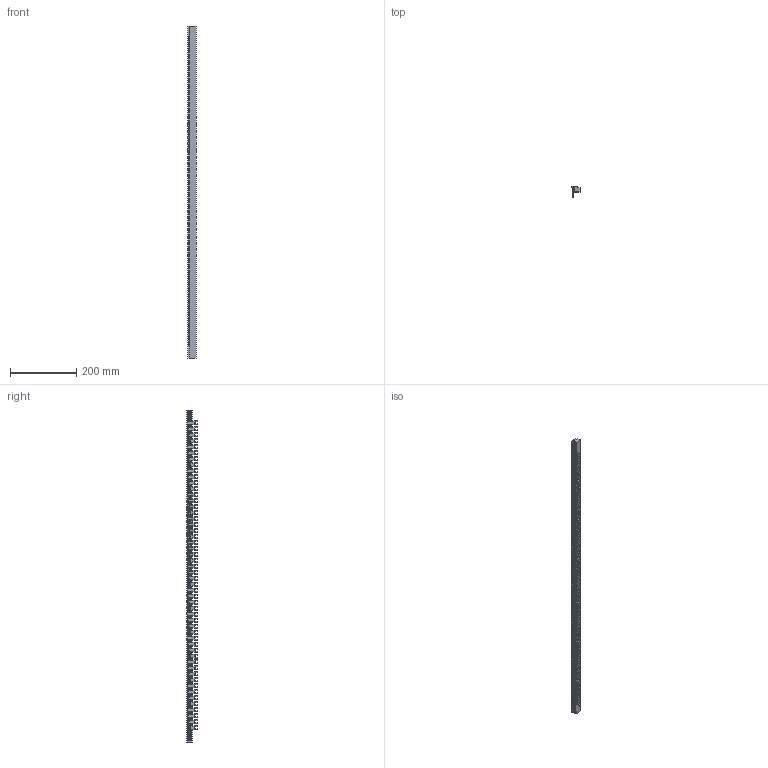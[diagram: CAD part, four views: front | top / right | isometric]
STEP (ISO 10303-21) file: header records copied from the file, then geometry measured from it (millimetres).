
FILE_DESCRIPTION (( 'STEP AP203' ), '1' );
FILE_NAME ('YNS11-4-063 Øèíà ñîåäèíèòåëüíàÿ òèïà FORK (âèëêà) 4Ð 63À (äë.1 ì) ÈÝÊ.STEP', '2016-09-06T11:19:26', ( '' ), ( '' ), 'SwSTEP 2.0', 'SolidWorks 2014', '' );
FILE_SCHEMA (( 'CONFIG_CONTROL_DESIGN' ));
Length unit declared in the file: millimetre
Products named in the file (1): YNS11-4-063 Øèíà ñîåäèíèòåëüíàÿ òèïà FORK (âèëêà) 4Ð 63À (äë.1 ì) ÈÝÊ
Bounding box: 24.5 x 32.3 x 1000 mm (x, y, z)
Volume: 317292.9 mm3; surface area: 131078.6 mm2
Topology: 1 solids, 1 shells, 934 faces, 2614 edges, 1682 vertices
Faces by surface type: plane 882, cylinder 52
Entity records: 29323 total; most frequent: CARTESIAN_POINT 5231, ORIENTED_EDGE 5228, DIRECTION 4588, EDGE_CURVE 2614, VECTOR 2510, LINE 2510, VERTEX_POINT 1682, AXIS2_PLACEMENT_3D 1039
